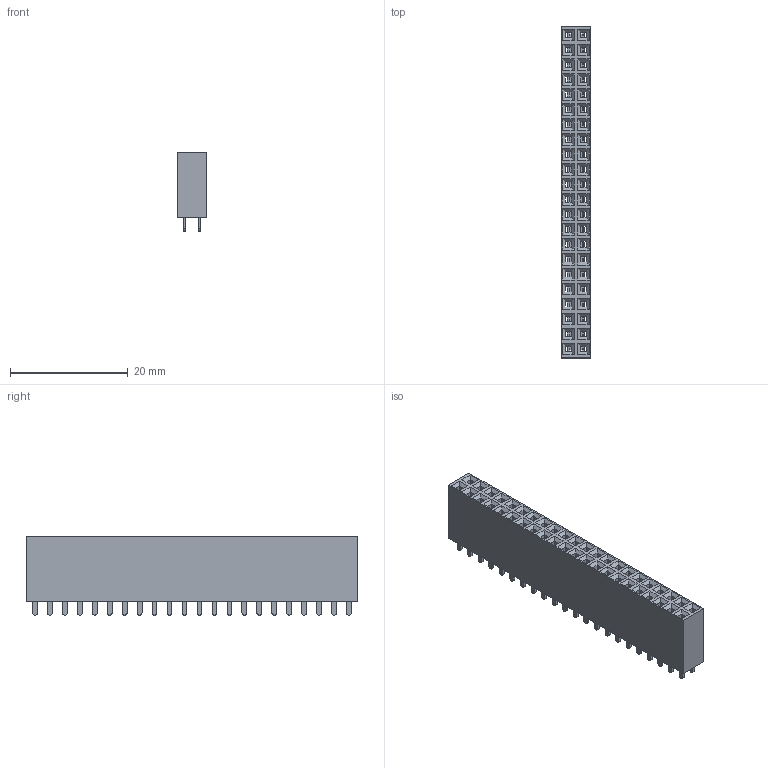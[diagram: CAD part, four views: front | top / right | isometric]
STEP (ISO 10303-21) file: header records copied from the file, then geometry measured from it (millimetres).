
FILE_DESCRIPTION(('FreeCAD Model'),'2;1');
FILE_NAME('ESW-122-12-L-D.step', '2017-06-10T16:09:55',('kicad StepUp'),('ksu MCAD'), 'Open CASCADE STEP processor 7.1','FreeCAD','Unknown');
FILE_SCHEMA(('AUTOMOTIVE_DESIGN_CC2 { 1 2 10303 214 -1 1 5 4 }'));
Length unit declared in the file: millimetre
Products named in the file (1): ESW-122-12-L-D
Bounding box: 4.95 x 56.39 x 13.34 mm (x, y, z)
Volume: 2617.5 mm3; surface area: 4128 mm2
Topology: 1 solids, 1 shells, 882 faces, 2376 edges, 1496 vertices
Faces by surface type: plane 662, bspline 176, cylinder 44
Entity records: 32963 total; most frequent: CARTESIAN_POINT 5459, ORIENTED_EDGE 4752, DIRECTION 3702, EDGE_CURVE 2376, LINE 2112, VECTOR 2112, VERTEX_POINT 1496, FACE_BOUND 970
